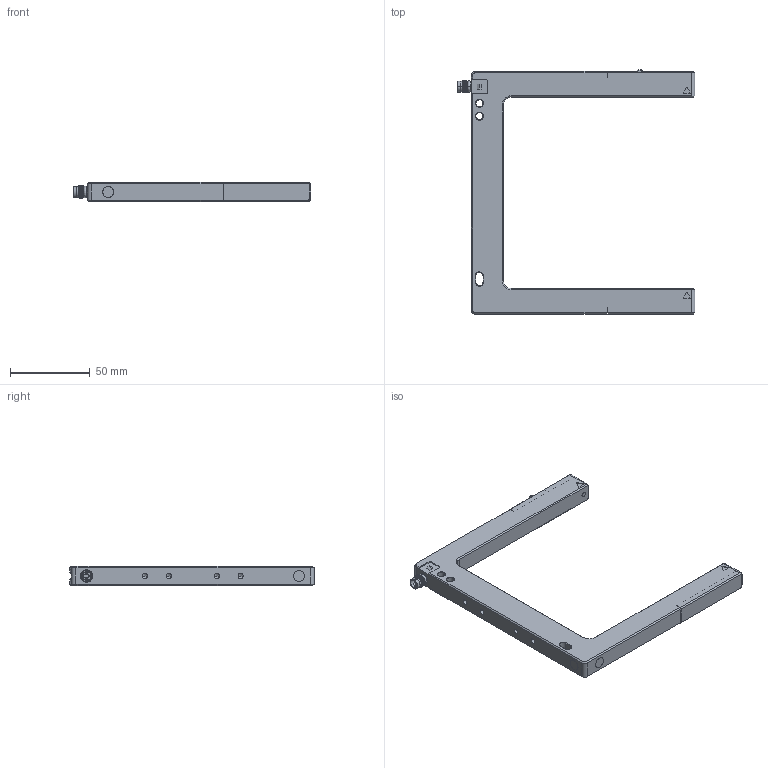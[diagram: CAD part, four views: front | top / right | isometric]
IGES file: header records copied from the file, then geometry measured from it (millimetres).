
Start section:  PTC IGES file: 137657.igs
Global section: file name: 137657.igs; native system: Pro/ENGINEER by Parametric Technology Corporation; preprocessor: 2006170; author: banengservice; organization: Unknown; date: 20071226.101422; units: inch
Bounding box: 148.99 x 153 x 12 mm (x, y, z)
Volume: 65257 mm3; surface area: 39859 mm2
Topology: 2 solids, 2 shells, 1095 faces, 2876 edges, 1817 vertices
Faces by surface type: bspline 595, revolution 500
